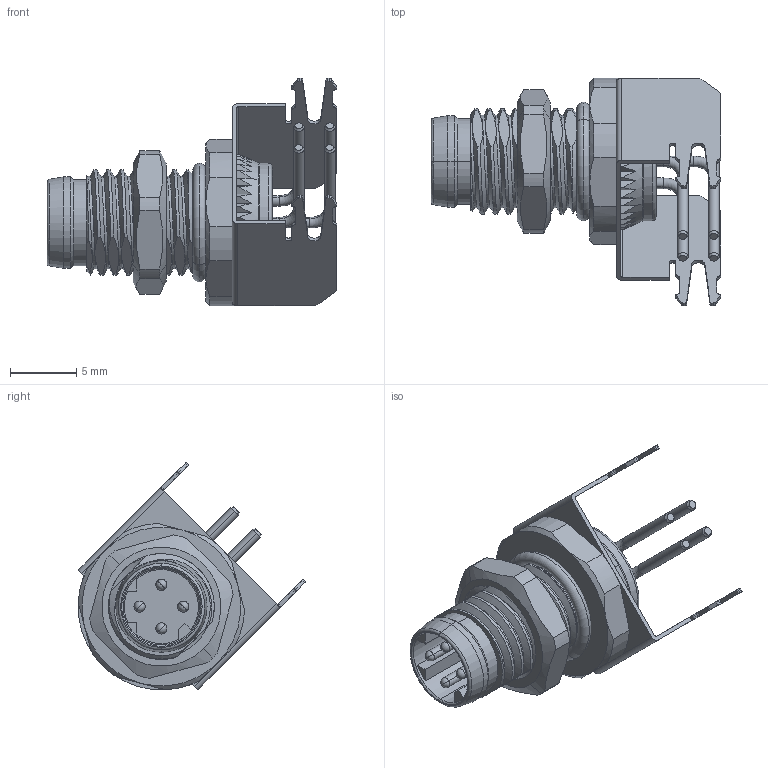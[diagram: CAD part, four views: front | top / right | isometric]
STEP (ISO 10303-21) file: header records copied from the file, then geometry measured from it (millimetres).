
FILE_DESCRIPTION((''),'2;1');
FILE_NAME('FM8ST0402-D04P104D00','2025-09-30T',('gongcheng16'),(''),'PRO/ENGINEER BY PARAMETRIC TECHNOLOGY CORPORATION, 2010280','PRO/ENGINEER BY PARAMETRIC TECHNOLOGY CORPORATION, 2010280','');
FILE_SCHEMA(('CONFIG_CONTROL_DESIGN'));
Length unit declared in the file: millimetre
Products named in the file (1): FM8ST0402-D04P104D00
Bounding box: 21.9 x 17.22 x 17.22 mm (x, y, z)
Volume: 324 mm3; surface area: 2825.8 mm2
Topology: 1 solids, 10 shells, 689 faces, 1918 edges, 1274 vertices
Faces by surface type: plane 312, cylinder 230, cone 62, bspline 43, torus 34, sphere 8
Entity records: 26467 total; most frequent: CARTESIAN_POINT 8984, ORIENTED_EDGE 3820, DIRECTION 3483, EDGE_CURVE 1910, AXIS2_PLACEMENT_3D 1311, VERTEX_POINT 1274, VECTOR 861, LINE 861
